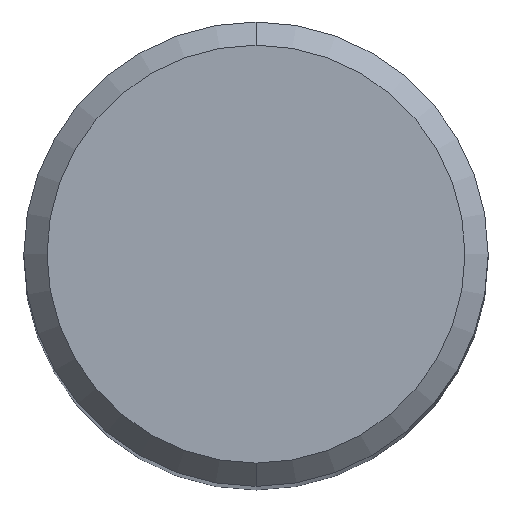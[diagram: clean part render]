
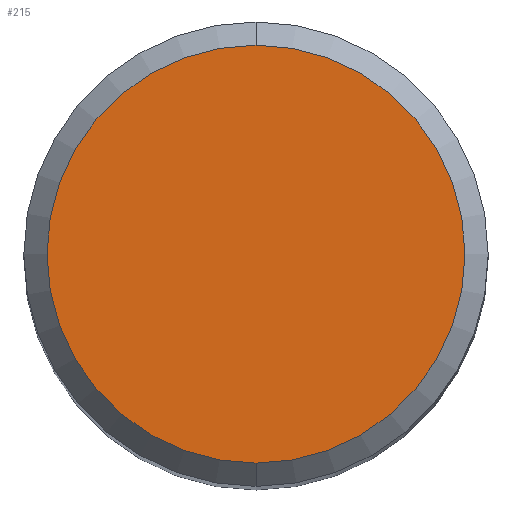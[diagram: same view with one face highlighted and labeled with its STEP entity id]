
A CAD part, top view. The second image highlights one B-rep face of the part: STEP entity #215.
In plain terms, the highlighted planar face has unit normal (0, 0, 1).
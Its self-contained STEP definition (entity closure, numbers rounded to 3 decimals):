
#153=VERTEX_POINT('',#314);
#163=EDGE_CURVE('',#153,#185,#324,.T.);
#185=VERTEX_POINT('',#347);
#189=EDGE_CURVE('',#185,#153,#352,.T.);
#215=ADVANCED_FACE('',(#381),#382,.T.);
#314=CARTESIAN_POINT('',(0.,-3.6,0.0));
#324=CIRCLE('',#503,3.6);
#347=CARTESIAN_POINT('',(0.0,3.6,0.0));
#352=CIRCLE('',#539,3.6);
#381=FACE_OUTER_BOUND('',#575,.T.);
#382=PLANE('',#576);
#503=AXIS2_PLACEMENT_3D('',#706,#707,#708);
#539=AXIS2_PLACEMENT_3D('',#734,#735,#736);
#575=EDGE_LOOP('',(#771,#772));
#576=AXIS2_PLACEMENT_3D('',#773,#774,#775);
#706=CARTESIAN_POINT('',(0.0,0.0,0.0));
#707=DIRECTION('',(0.0,0.0,-1.0));
#708=DIRECTION('',(0.0,1.0,0.0));
#734=CARTESIAN_POINT('',(0.0,0.0,0.0));
#735=DIRECTION('',(0.0,0.0,-1.0));
#736=DIRECTION('',(0.0,1.0,0.0));
#771=ORIENTED_EDGE('',*,*,#189,.F.);
#772=ORIENTED_EDGE('',*,*,#163,.F.);
#773=CARTESIAN_POINT('',(0.0,1.8,0.0));
#774=DIRECTION('',(-0.0,0.0,1.0));
#775=DIRECTION('',(0.0,-1.0,0.0));
